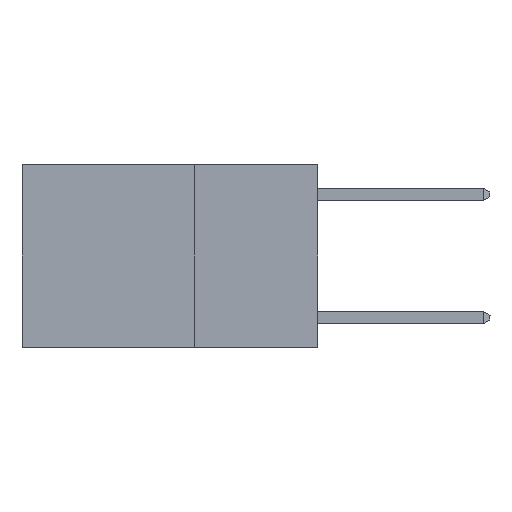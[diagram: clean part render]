
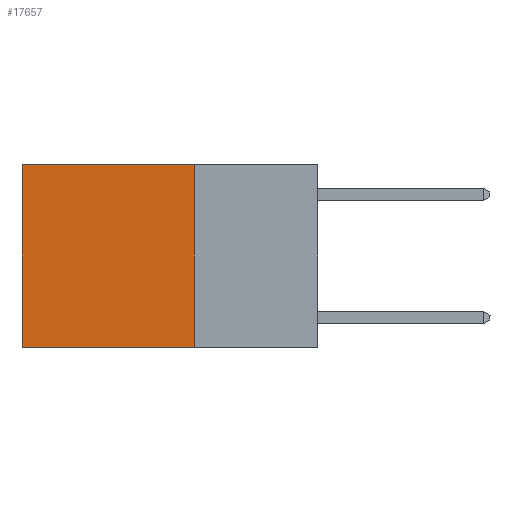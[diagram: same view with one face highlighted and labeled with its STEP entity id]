
A CAD part, left-side view. The second image highlights one B-rep face of the part: STEP entity #17657.
In plain terms, the highlighted planar face has unit normal (-1, 0, 0).
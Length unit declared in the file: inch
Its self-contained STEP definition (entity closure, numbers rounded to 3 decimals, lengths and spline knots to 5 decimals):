
#285 = VERTEX_POINT ( 'NONE', #1421 ) ;
#1215 = AXIS2_PLACEMENT_3D ( 'NONE', #6639, #26065, #11646 ) ;
#1421 = CARTESIAN_POINT ( 'NONE',  ( 0.2625, 0.6, 0. ) ) ;
#2603 = LINE ( 'NONE', #6930, #28274 ) ;
#2933 = CARTESIAN_POINT ( 'NONE',  ( 0.2625, 0.25, -0.37 ) ) ;
#3342 = VECTOR ( 'NONE', #3841, 39.37008 ) ;
#3841 = DIRECTION ( 'NONE',  ( 0., 0., -1. ) ) ;
#4598 = DIRECTION ( 'NONE',  ( 0., 1., 0. ) ) ;
#6639 = CARTESIAN_POINT ( 'NONE',  ( 0.2625, 0.25, 0. ) ) ;
#6861 = ORIENTED_EDGE ( 'NONE', *, *, #20823, .F. ) ;
#6930 = CARTESIAN_POINT ( 'NONE',  ( 0.2625, 0.6, 0. ) ) ;
#9958 = ORIENTED_EDGE ( 'NONE', *, *, #16265, .T. ) ;
#10278 = VERTEX_POINT ( 'NONE', #22067 ) ;
#11646 = DIRECTION ( 'NONE',  ( 0., 0., -1. ) ) ;
#11685 = EDGE_LOOP ( 'NONE', ( #9958, #6861, #24407, #14137 ) ) ;
#11918 = LINE ( 'NONE', #29266, #19218 ) ;
#11932 = CARTESIAN_POINT ( 'NONE',  ( 0.2625, 0.6, -0.37 ) ) ;
#12522 = DIRECTION ( 'NONE',  ( 0., 1., 0. ) ) ;
#14137 = ORIENTED_EDGE ( 'NONE', *, *, #24258, .T. ) ;
#16265 = EDGE_CURVE ( 'NONE', #285, #16331, #2603, .T. ) ;
#16315 = LINE ( 'NONE', #28633, #21255 ) ;
#16331 = VERTEX_POINT ( 'NONE', #11932 ) ;
#17657 = ADVANCED_FACE ( 'NONE', ( #28920 ), #23726, .F. ) ;
#19218 = VECTOR ( 'NONE', #12522, 39.37008 ) ;
#20823 = EDGE_CURVE ( 'NONE', #23769, #16331, #11918, .T. ) ;
#21255 = VECTOR ( 'NONE', #4598, 39.37008 ) ;
#22067 = CARTESIAN_POINT ( 'NONE',  ( 0.2625, 0.25, 0. ) ) ;
#22773 = LINE ( 'NONE', #30184, #3342 ) ;
#23726 = PLANE ( 'NONE',  #1215 ) ;
#23769 = VERTEX_POINT ( 'NONE', #2933 ) ;
#23894 = DIRECTION ( 'NONE',  ( 0., 0., -1. ) ) ;
#24258 = EDGE_CURVE ( 'NONE', #10278, #285, #16315, .T. ) ;
#24407 = ORIENTED_EDGE ( 'NONE', *, *, #27782, .F. ) ;
#26065 = DIRECTION ( 'NONE',  ( 1., 0., 0. ) ) ;
#27782 = EDGE_CURVE ( 'NONE', #10278, #23769, #22773, .T. ) ;
#28274 = VECTOR ( 'NONE', #23894, 39.37008 ) ;
#28633 = CARTESIAN_POINT ( 'NONE',  ( 0.2625, 0.25, 0. ) ) ;
#28920 = FACE_OUTER_BOUND ( 'NONE', #11685, .T. ) ;
#29266 = CARTESIAN_POINT ( 'NONE',  ( 0.2625, 0.25, -0.37 ) ) ;
#30184 = CARTESIAN_POINT ( 'NONE',  ( 0.2625, 0.25, 0. ) ) ;
